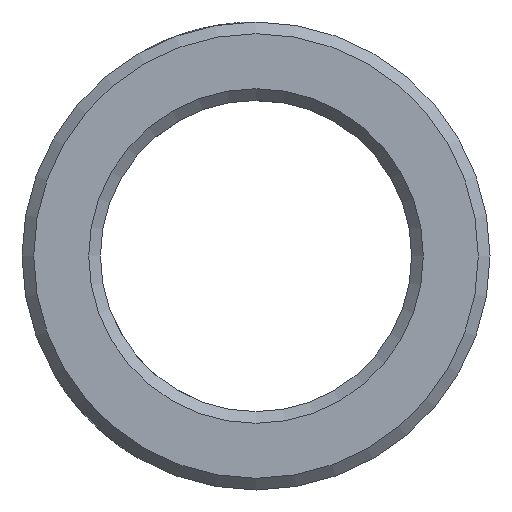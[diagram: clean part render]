
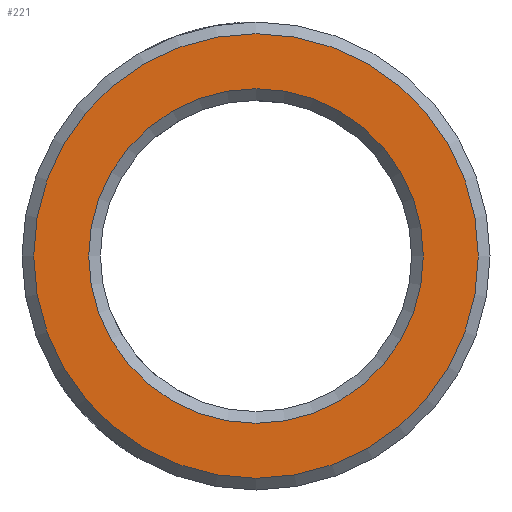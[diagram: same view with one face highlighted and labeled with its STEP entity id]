
A CAD part, left-side view. The second image highlights one B-rep face of the part: STEP entity #221.
In plain terms, the highlighted planar face has unit normal (-1, 0, 0).
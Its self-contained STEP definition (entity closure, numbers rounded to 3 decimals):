
#58=FACE_BOUND('',#78,.T.);
#64=FACE_OUTER_BOUND('',#77,.T.);
#77=EDGE_LOOP('',(#157));
#78=EDGE_LOOP('',(#158));
#96=CIRCLE('',#249,7.6);
#97=CIRCLE('',#250,5.72);
#106=VERTEX_POINT('',#320);
#107=VERTEX_POINT('',#322);
#126=EDGE_CURVE('',#106,#106,#96,.T.);
#127=EDGE_CURVE('',#107,#107,#97,.T.);
#157=ORIENTED_EDGE('',*,*,#126,.F.);
#158=ORIENTED_EDGE('',*,*,#127,.T.);
#219=PLANE('',#248);
#221=ADVANCED_FACE('',(#64,#58),#219,.T.);
#248=AXIS2_PLACEMENT_3D('',#319,#269,#270);
#249=AXIS2_PLACEMENT_3D('',#321,#271,#272);
#250=AXIS2_PLACEMENT_3D('',#323,#273,#274);
#269=DIRECTION('center_axis',(-1.,0.,0.));
#270=DIRECTION('ref_axis',(0.,0.,1.));
#271=DIRECTION('center_axis',(1.,0.,0.));
#272=DIRECTION('ref_axis',(0.,-0.178,0.984));
#273=DIRECTION('center_axis',(1.,0.,0.));
#274=DIRECTION('ref_axis',(0.,1.,0.));
#319=CARTESIAN_POINT('Origin',(2.,0.,0.));
#320=CARTESIAN_POINT('',(2.,0.,7.6));
#321=CARTESIAN_POINT('Origin',(2.,0.,0.));
#322=CARTESIAN_POINT('',(2.,0.,5.72));
#323=CARTESIAN_POINT('Origin',(2.,0.,0.));
